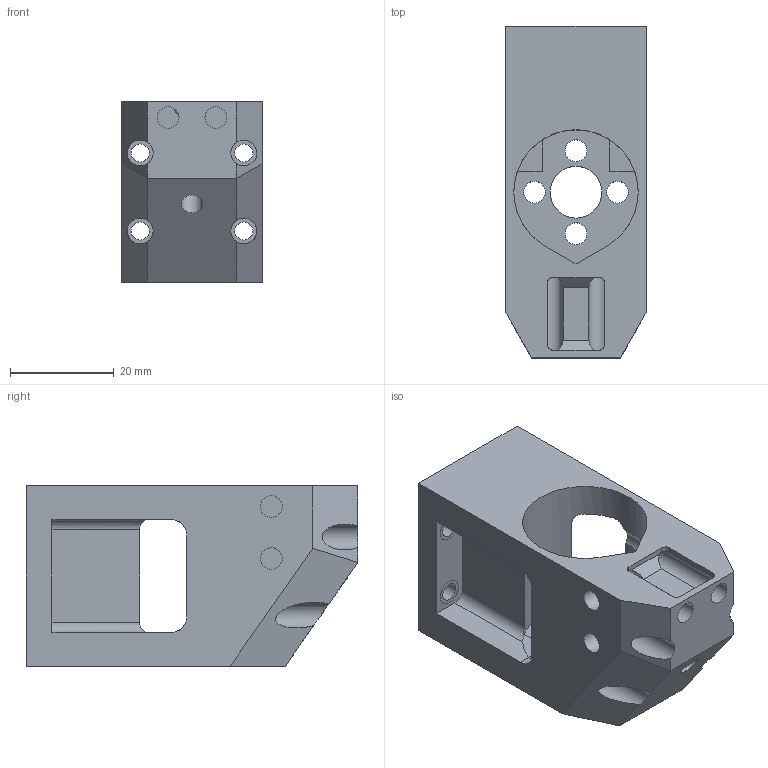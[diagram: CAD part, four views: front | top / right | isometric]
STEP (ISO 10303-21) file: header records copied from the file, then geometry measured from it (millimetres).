
FILE_DESCRIPTION(('FreeCAD Model'),'2;1');
FILE_NAME('Open CASCADE Shape Model','2021-07-16T15:52:52',('Author'),( ''),'Open CASCADE STEP processor 7.5','FreeCAD','Unknown');
FILE_SCHEMA(('AUTOMOTIVE_DESIGN { 1 0 10303 214 1 1 1 1 }'));
Length unit declared in the file: millimetre
Products named in the file (2): Part; Body
Assembly tree (1 placements, depth 2):
  Part
    Body
Bounding box: 27 x 64 x 34.75 mm (x, y, z)
Volume: 31571.4 mm3; surface area: 12969 mm2
Topology: 1 solids, 1 shells, 73 faces, 222 edges, 149 vertices
Faces by surface type: plane 42, cylinder 31
Full cylindrical faces by diameter (mm): 3.5 x4, 4.2 x8, 5 x4, 10 x1
Entity records: 9224 total; most frequent: CARTESIAN_POINT 5130, DIRECTION 641, ORIENTED_EDGE 444, PCURVE 444, DEFINITIONAL_REPRESENTATION 444, LINE 269, VECTOR 269, B_SPLINE_CURVE_WITH_KNOTS 231
